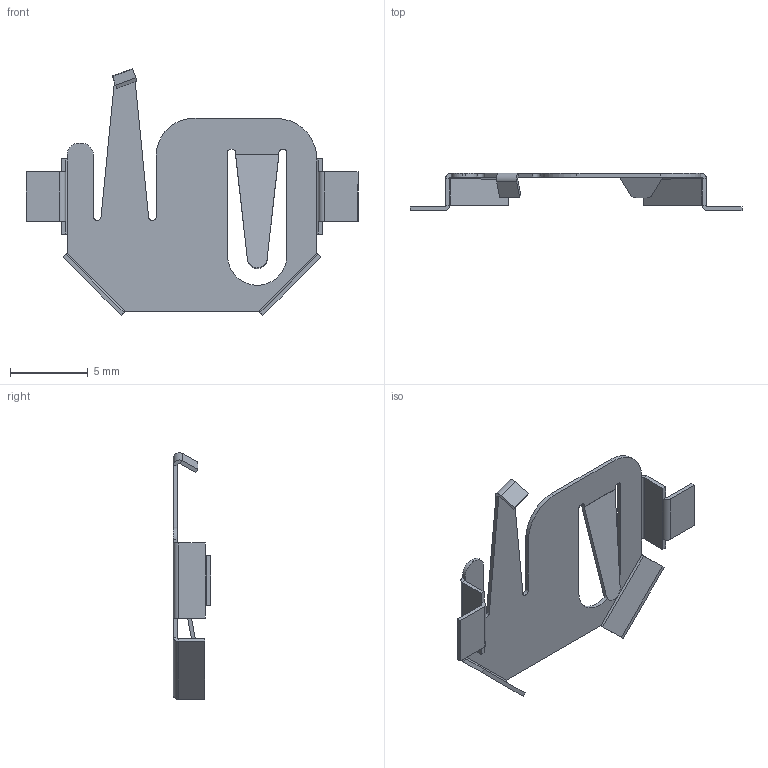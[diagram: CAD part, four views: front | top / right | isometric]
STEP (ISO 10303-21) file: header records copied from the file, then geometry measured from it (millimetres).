
FILE_DESCRIPTION (( 'STEP AP214' ), '1' );
FILE_NAME ('BK-960.STEP', '2024-02-16T22:45:46', ( '' ), ( '' ), 'SwSTEP 2.0', 'SolidWorks 2021', '' );
FILE_SCHEMA (( 'AUTOMOTIVE_DESIGN' ));
Length unit declared in the file: inch
Products named in the file (1): BK-960
Bounding box: 21.34 x 2.41 x 15.85 mm (x, y, z)
Volume: 54.9 mm3; surface area: 469.6 mm2
Topology: 1 solids, 1 shells, 113 faces, 284 edges, 174 vertices
Faces by surface type: plane 82, cylinder 29, bspline 2
Entity records: 3398 total; most frequent: CARTESIAN_POINT 644, ORIENTED_EDGE 568, DIRECTION 554, EDGE_CURVE 284, VECTOR 226, LINE 226, VERTEX_POINT 174, AXIS2_PLACEMENT_3D 164
